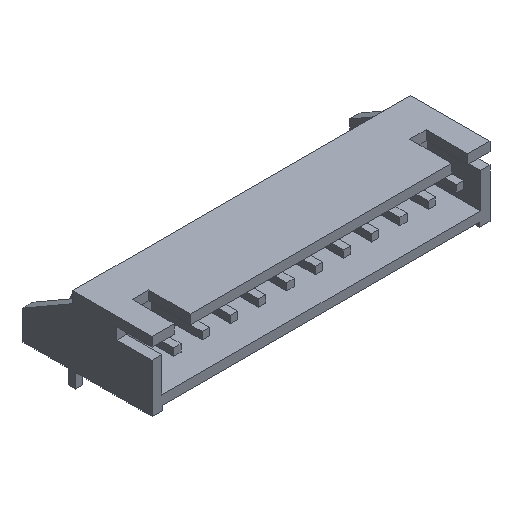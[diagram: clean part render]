
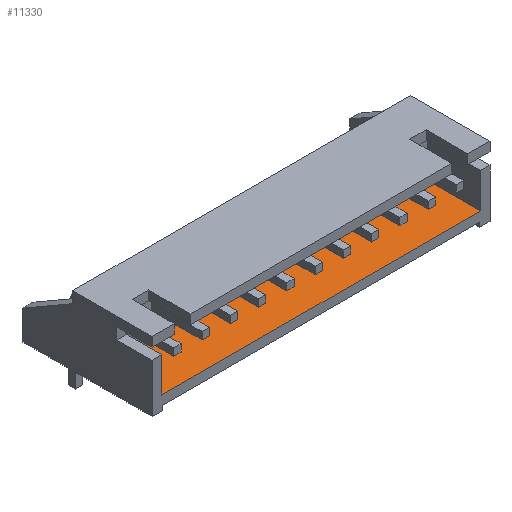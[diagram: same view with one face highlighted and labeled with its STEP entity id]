
A CAD part, isometric view. The second image highlights one B-rep face of the part: STEP entity #11330.
In plain terms, the highlighted planar face has unit normal (0, 0, 1).
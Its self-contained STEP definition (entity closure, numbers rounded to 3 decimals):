
#4811 = PLANE('',#4812);
#4812 = AXIS2_PLACEMENT_3D('',#4813,#4814,#4815);
#4813 = CARTESIAN_POINT('',(-2.45,-9.2,4.325));
#4814 = DIRECTION('',(0.,1.,0.));
#4815 = DIRECTION('',(0.,0.,-1.));
#10391 = VERTEX_POINT('',#10392);
#10392 = CARTESIAN_POINT('',(26.6,-9.2,1.225));
#10406 = PLANE('',#10407);
#10407 = AXIS2_PLACEMENT_3D('',#10408,#10409,#10410);
#10408 = CARTESIAN_POINT('',(26.6,-4.5,5.325));
#10409 = DIRECTION('',(1.,0.,0.));
#10410 = DIRECTION('',(0.,0.,1.));
#10418 = EDGE_CURVE('',#10419,#10391,#10421,.T.);
#10419 = VERTEX_POINT('',#10420);
#10420 = CARTESIAN_POINT('',(-1.6,-9.2,1.225));
#10421 = SURFACE_CURVE('',#10422,(#10426,#10433),.PCURVE_S1.);
#10422 = LINE('',#10423,#10424);
#10423 = CARTESIAN_POINT('',(26.6,-9.2,1.225));
#10424 = VECTOR('',#10425,1.);
#10425 = DIRECTION('',(1.,0.,0.));
#10426 = PCURVE('',#4811,#10427);
#10427 = DEFINITIONAL_REPRESENTATION('',(#10428),#10432);
#10428 = LINE('',#10429,#10430);
#10429 = CARTESIAN_POINT('',(3.1,-29.05));
#10430 = VECTOR('',#10431,1.);
#10431 = DIRECTION('',(0.,-1.));
#10432 = ( GEOMETRIC_REPRESENTATION_CONTEXT(2) 
PARAMETRIC_REPRESENTATION_CONTEXT() REPRESENTATION_CONTEXT('2D SPACE',''
  ) );
#10433 = PCURVE('',#10434,#10439);
#10434 = PLANE('',#10435);
#10435 = AXIS2_PLACEMENT_3D('',#10436,#10437,#10438);
#10436 = CARTESIAN_POINT('',(26.6,-4.5,1.225));
#10437 = DIRECTION('',(0.,0.,-1.));
#10438 = DIRECTION('',(1.,0.,0.));
#10439 = DEFINITIONAL_REPRESENTATION('',(#10440),#10444);
#10440 = LINE('',#10441,#10442);
#10441 = CARTESIAN_POINT('',(0.,4.7));
#10442 = VECTOR('',#10443,1.);
#10443 = DIRECTION('',(1.,0.));
#10444 = ( GEOMETRIC_REPRESENTATION_CONTEXT(2) 
PARAMETRIC_REPRESENTATION_CONTEXT() REPRESENTATION_CONTEXT('2D SPACE',''
  ) );
#10462 = PLANE('',#10463);
#10463 = AXIS2_PLACEMENT_3D('',#10464,#10465,#10466);
#10464 = CARTESIAN_POINT('',(-1.6,-4.5,5.325));
#10465 = DIRECTION('',(-1.,0.,0.));
#10466 = DIRECTION('',(0.,0.,-1.));
#11051 = PLANE('',#11052);
#11052 = AXIS2_PLACEMENT_3D('',#11053,#11054,#11055);
#11053 = CARTESIAN_POINT('',(26.6,-4.5,5.325));
#11054 = DIRECTION('',(0.,1.,0.));
#11055 = DIRECTION('',(0.,0.,-1.));
#11284 = EDGE_CURVE('',#11285,#10419,#11287,.T.);
#11285 = VERTEX_POINT('',#11286);
#11286 = CARTESIAN_POINT('',(-1.6,-4.5,1.225));
#11287 = SURFACE_CURVE('',#11288,(#11292,#11299),.PCURVE_S1.);
#11288 = LINE('',#11289,#11290);
#11289 = CARTESIAN_POINT('',(-1.6,-4.5,1.225));
#11290 = VECTOR('',#11291,1.);
#11291 = DIRECTION('',(0.,-1.,0.));
#11292 = PCURVE('',#10462,#11293);
#11293 = DEFINITIONAL_REPRESENTATION('',(#11294),#11298);
#11294 = LINE('',#11295,#11296);
#11295 = CARTESIAN_POINT('',(4.1,0.));
#11296 = VECTOR('',#11297,1.);
#11297 = DIRECTION('',(0.,1.));
#11298 = ( GEOMETRIC_REPRESENTATION_CONTEXT(2) 
PARAMETRIC_REPRESENTATION_CONTEXT() REPRESENTATION_CONTEXT('2D SPACE',''
  ) );
#11299 = PCURVE('',#10434,#11300);
#11300 = DEFINITIONAL_REPRESENTATION('',(#11301),#11305);
#11301 = LINE('',#11302,#11303);
#11302 = CARTESIAN_POINT('',(-28.2,0.));
#11303 = VECTOR('',#11304,1.);
#11304 = DIRECTION('',(0.,1.));
#11305 = ( GEOMETRIC_REPRESENTATION_CONTEXT(2) 
PARAMETRIC_REPRESENTATION_CONTEXT() REPRESENTATION_CONTEXT('2D SPACE',''
  ) );
#11330 = ADVANCED_FACE('',(#11331),#10434,.F.);
#11331 = FACE_BOUND('',#11332,.T.);
#11332 = EDGE_LOOP('',(#11333,#11334,#11357,#11378));
#11333 = ORIENTED_EDGE('',*,*,#10418,.T.);
#11334 = ORIENTED_EDGE('',*,*,#11335,.F.);
#11335 = EDGE_CURVE('',#11336,#10391,#11338,.T.);
#11336 = VERTEX_POINT('',#11337);
#11337 = CARTESIAN_POINT('',(26.6,-4.5,1.225));
#11338 = SURFACE_CURVE('',#11339,(#11343,#11350),.PCURVE_S1.);
#11339 = LINE('',#11340,#11341);
#11340 = CARTESIAN_POINT('',(26.6,-4.5,1.225));
#11341 = VECTOR('',#11342,1.);
#11342 = DIRECTION('',(0.,-1.,0.));
#11343 = PCURVE('',#10434,#11344);
#11344 = DEFINITIONAL_REPRESENTATION('',(#11345),#11349);
#11345 = LINE('',#11346,#11347);
#11346 = CARTESIAN_POINT('',(0.,0.));
#11347 = VECTOR('',#11348,1.);
#11348 = DIRECTION('',(0.,1.));
#11349 = ( GEOMETRIC_REPRESENTATION_CONTEXT(2) 
PARAMETRIC_REPRESENTATION_CONTEXT() REPRESENTATION_CONTEXT('2D SPACE',''
  ) );
#11350 = PCURVE('',#10406,#11351);
#11351 = DEFINITIONAL_REPRESENTATION('',(#11352),#11356);
#11352 = LINE('',#11353,#11354);
#11353 = CARTESIAN_POINT('',(-4.1,0.));
#11354 = VECTOR('',#11355,1.);
#11355 = DIRECTION('',(0.,1.));
#11356 = ( GEOMETRIC_REPRESENTATION_CONTEXT(2) 
PARAMETRIC_REPRESENTATION_CONTEXT() REPRESENTATION_CONTEXT('2D SPACE',''
  ) );
#11357 = ORIENTED_EDGE('',*,*,#11358,.F.);
#11358 = EDGE_CURVE('',#11285,#11336,#11359,.T.);
#11359 = SURFACE_CURVE('',#11360,(#11364,#11371),.PCURVE_S1.);
#11360 = LINE('',#11361,#11362);
#11361 = CARTESIAN_POINT('',(26.6,-4.5,1.225));
#11362 = VECTOR('',#11363,1.);
#11363 = DIRECTION('',(1.,0.,0.));
#11364 = PCURVE('',#10434,#11365);
#11365 = DEFINITIONAL_REPRESENTATION('',(#11366),#11370);
#11366 = LINE('',#11367,#11368);
#11367 = CARTESIAN_POINT('',(0.,0.));
#11368 = VECTOR('',#11369,1.);
#11369 = DIRECTION('',(1.,0.));
#11370 = ( GEOMETRIC_REPRESENTATION_CONTEXT(2) 
PARAMETRIC_REPRESENTATION_CONTEXT() REPRESENTATION_CONTEXT('2D SPACE',''
  ) );
#11371 = PCURVE('',#11051,#11372);
#11372 = DEFINITIONAL_REPRESENTATION('',(#11373),#11377);
#11373 = LINE('',#11374,#11375);
#11374 = CARTESIAN_POINT('',(4.1,0.));
#11375 = VECTOR('',#11376,1.);
#11376 = DIRECTION('',(0.,-1.));
#11377 = ( GEOMETRIC_REPRESENTATION_CONTEXT(2) 
PARAMETRIC_REPRESENTATION_CONTEXT() REPRESENTATION_CONTEXT('2D SPACE',''
  ) );
#11378 = ORIENTED_EDGE('',*,*,#11284,.T.);
